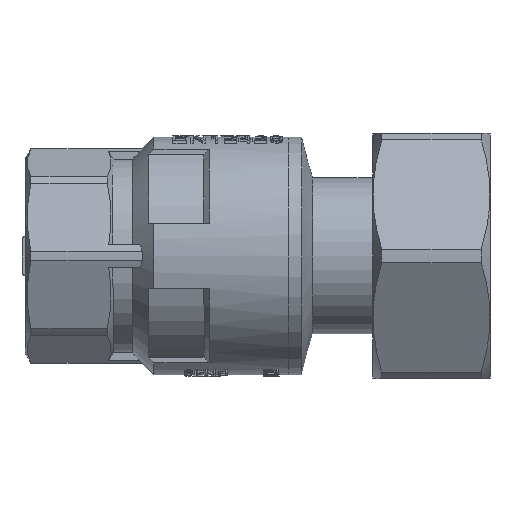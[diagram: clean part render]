
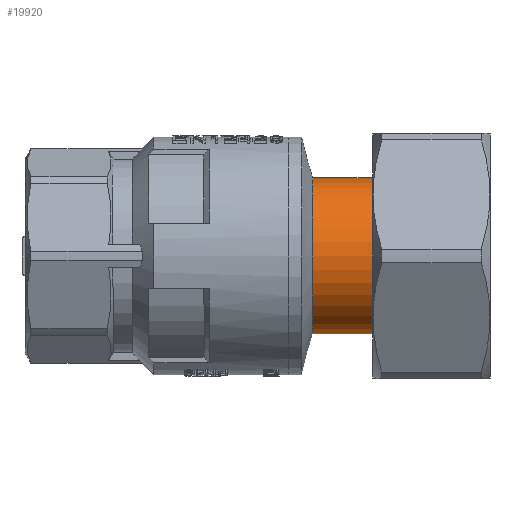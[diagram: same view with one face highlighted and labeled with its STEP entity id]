
A CAD part, front view. The second image highlights one B-rep face of the part: STEP entity #19920.
In plain terms, the highlighted cylindrical face has radius 12 mm (diameter 24 mm), a full revolution.
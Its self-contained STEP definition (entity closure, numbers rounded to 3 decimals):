
#1513=CYLINDRICAL_SURFACE('',#21231,12.);
#1663=CIRCLE('',#21213,12.);
#1672=CIRCLE('',#21230,12.);
#4854=ORIENTED_EDGE('',*,*,#11030,.F.);
#4855=ORIENTED_EDGE('',*,*,#11050,.T.);
#11030=EDGE_CURVE('',#14153,#14153,#1663,.T.);
#11050=EDGE_CURVE('',#14170,#14170,#1672,.T.);
#14153=VERTEX_POINT('',#33060);
#14170=VERTEX_POINT('',#33105);
#16396=EDGE_LOOP('',(#4854));
#16397=EDGE_LOOP('',(#4855));
#17684=FACE_BOUND('',#16396,.T.);
#17685=FACE_BOUND('',#16397,.T.);
#19920=ADVANCED_FACE('',(#17684,#17685),#1513,.T.);
#21213=AXIS2_PLACEMENT_3D('',#33059,#24302,#24303);
#21230=AXIS2_PLACEMENT_3D('',#33104,#24347,#24348);
#21231=AXIS2_PLACEMENT_3D('',#33106,#24349,#24350);
#24302=DIRECTION('',(0.,0.,-1.));
#24303=DIRECTION('',(0.,-1.,0.));
#24347=DIRECTION('',(0.,0.,-1.));
#24348=DIRECTION('',(0.,-1.,0.));
#24349=DIRECTION('',(0.,0.,-1.));
#24350=DIRECTION('',(0.,-1.,0.));
#33059=CARTESIAN_POINT('',(-88.612,69.959,-8.3));
#33060=CARTESIAN_POINT('',(-88.612,57.959,-8.3));
#33104=CARTESIAN_POINT('',(-88.612,69.959,1.8));
#33105=CARTESIAN_POINT('',(-88.612,57.959,1.8));
#33106=CARTESIAN_POINT('',(-88.612,69.959,0.35));
